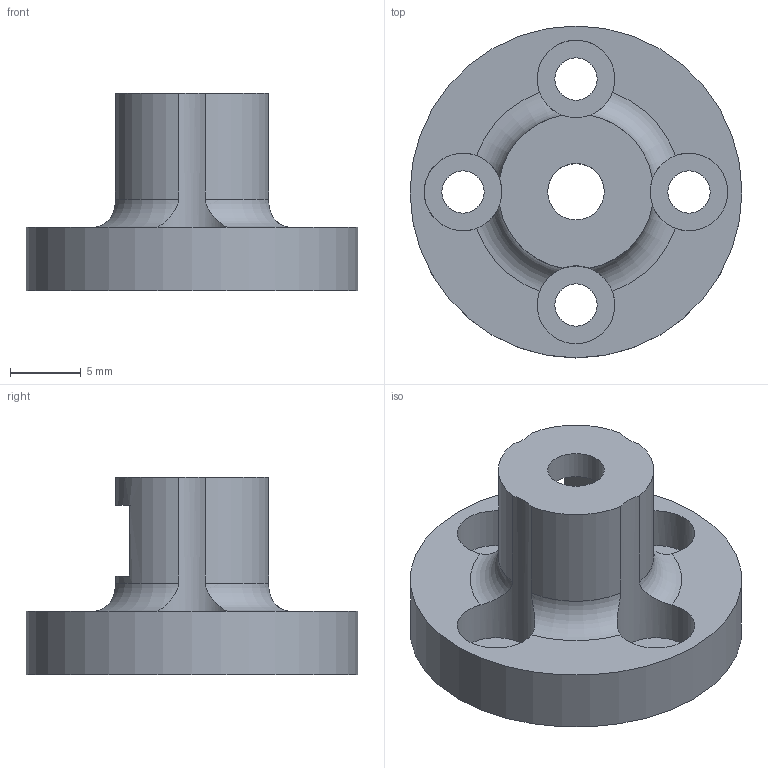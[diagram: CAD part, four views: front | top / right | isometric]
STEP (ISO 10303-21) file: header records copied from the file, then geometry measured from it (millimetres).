
FILE_DESCRIPTION(/* description */ ('','CAx-IF Rec.Pracs.---Representation and Presentation of Product Manufacturing Information (PMI)---4.0---2014-10-13'),/* implementation_level */ '2;1');
FILE_NAME(/* name */ 'wheel_connector.step',/* time_stamp */ '2025-02-25T17:04:24-03:00',/* author */ (''),/* organization */ (''),/* preprocessor_version */ 'ST-DEVELOPER v20',/* originating_system */ 'Autodesk Translation Framework v13.20.0.188',/* authorisation */ '');
FILE_SCHEMA (('AP242_MANAGED_MODEL_BASED_3D_ENGINEERING_MIM_LF { 1 0 10303 442 1 1 4 }'));
Length unit declared in the file: millimetre
Products named in the file (1): wheel_connector
Bounding box: 23.5 x 23.5 x 14 mm (x, y, z)
Volume: 1991 mm3; surface area: 2005.3 mm2
Topology: 1 solids, 1 shells, 35 faces, 93 edges, 62 vertices
Faces by surface type: cylinder 17, plane 14, torus 4
Full cylindrical faces by diameter (mm): 3 x4, 4 x2, 5.5 x4, 9.5 x1, 23.5 x1
Entity records: 1262 total; most frequent: CARTESIAN_POINT 295, DIRECTION 207, ORIENTED_EDGE 186, EDGE_CURVE 93, AXIS2_PLACEMENT_3D 86, VERTEX_POINT 62, CIRCLE 50, EDGE_LOOP 49
